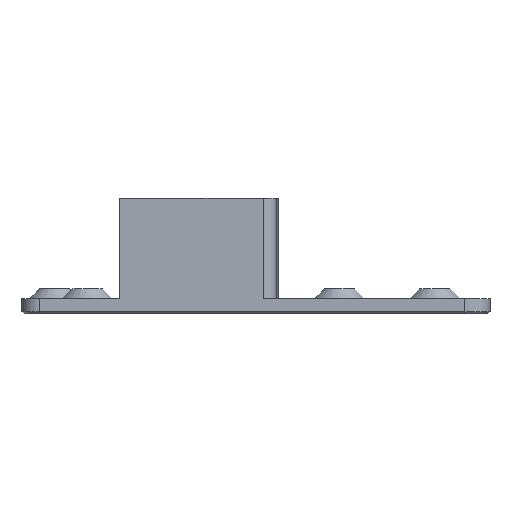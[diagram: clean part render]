
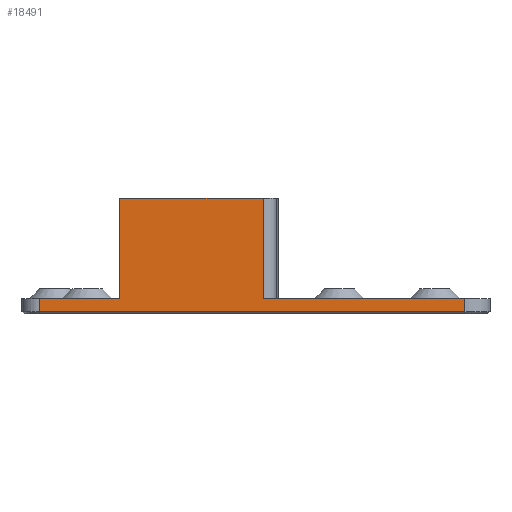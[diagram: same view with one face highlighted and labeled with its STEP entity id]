
A CAD part, left-side view. The second image highlights one B-rep face of the part: STEP entity #18491.
In plain terms, the highlighted planar face has unit normal (-1, 0, 0).
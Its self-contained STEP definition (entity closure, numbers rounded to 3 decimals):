
#325=LINE('',#25608,#2851);
#336=LINE('',#25633,#2862);
#811=LINE('',#26632,#3337);
#817=LINE('',#26647,#3343);
#835=LINE('',#26685,#3361);
#1101=LINE('',#27228,#3627);
#1102=LINE('',#27230,#3628);
#1103=LINE('',#27231,#3629);
#2851=VECTOR('',#20771,10.);
#2862=VECTOR('',#20792,10.);
#3337=VECTOR('',#21313,10.);
#3343=VECTOR('',#21327,10.);
#3361=VECTOR('',#21351,10.);
#3627=VECTOR('',#21631,10.);
#3628=VECTOR('',#21632,10.);
#3629=VECTOR('',#21633,10.);
#5415=FACE_OUTER_BOUND('',#6618,.T.);
#6618=EDGE_LOOP('',(#12999,#13000,#13001,#13002,#13003,#13004,#13005,#13006));
#7819=VERTEX_POINT('',#25563);
#7832=VERTEX_POINT('',#25601);
#7842=VERTEX_POINT('',#25632);
#8338=VERTEX_POINT('',#26629);
#8339=VERTEX_POINT('',#26631);
#8344=VERTEX_POINT('',#26645);
#8631=VERTEX_POINT('',#27227);
#8632=VERTEX_POINT('',#27229);
#9469=EDGE_CURVE('',#7832,#7819,#325,.T.);
#9481=EDGE_CURVE('',#7819,#7842,#336,.T.);
#9978=EDGE_CURVE('',#8338,#8339,#811,.T.);
#9986=EDGE_CURVE('',#8344,#7832,#817,.T.);
#10006=EDGE_CURVE('',#8344,#8339,#835,.T.);
#10277=EDGE_CURVE('',#8631,#8338,#1101,.T.);
#10278=EDGE_CURVE('',#8631,#8632,#1102,.T.);
#10279=EDGE_CURVE('',#8632,#7842,#1103,.F.);
#12999=ORIENTED_EDGE('',*,*,#9469,.F.);
#13000=ORIENTED_EDGE('',*,*,#9986,.F.);
#13001=ORIENTED_EDGE('',*,*,#10006,.T.);
#13002=ORIENTED_EDGE('',*,*,#9978,.F.);
#13003=ORIENTED_EDGE('',*,*,#10277,.F.);
#13004=ORIENTED_EDGE('',*,*,#10278,.T.);
#13005=ORIENTED_EDGE('',*,*,#10279,.T.);
#13006=ORIENTED_EDGE('',*,*,#9481,.F.);
#17488=PLANE('',#19600);
#18491=ADVANCED_FACE('',(#5415),#17488,.T.);
#19600=AXIS2_PLACEMENT_3D('',#27226,#21629,#21630);
#20771=DIRECTION('',(0.,1.,0.));
#20792=DIRECTION('',(0.,0.,1.));
#21313=DIRECTION('',(0.,0.,-1.));
#21327=DIRECTION('',(0.,0.,-1.));
#21351=DIRECTION('',(0.,1.,0.));
#21629=DIRECTION('center_axis',(-1.,0.,0.));
#21630=DIRECTION('ref_axis',(0.,1.,0.));
#21631=DIRECTION('',(0.,-1.,0.));
#21632=DIRECTION('',(0.,0.,-1.));
#21633=DIRECTION('',(0.,-1.,0.));
#25563=CARTESIAN_POINT('',(-73.138,46.011,24.4));
#25601=CARTESIAN_POINT('',(-73.138,-39.018,24.4));
#25608=CARTESIAN_POINT('',(-73.138,2.043,24.4));
#25632=CARTESIAN_POINT('',(-73.138,46.011,27.));
#25633=CARTESIAN_POINT('',(-73.138,46.011,32.));
#26629=CARTESIAN_POINT('',(-73.138,1.339,47.));
#26631=CARTESIAN_POINT('',(-73.138,1.339,27.));
#26632=CARTESIAN_POINT('',(-73.138,1.339,37.));
#26645=CARTESIAN_POINT('',(-73.138,-39.018,27.));
#26647=CARTESIAN_POINT('',(-73.138,-39.018,32.));
#26685=CARTESIAN_POINT('',(-73.138,2.043,27.));
#27226=CARTESIAN_POINT('Origin',(-73.138,1.339,37.));
#27227=CARTESIAN_POINT('',(-73.138,29.939,47.));
#27228=CARTESIAN_POINT('',(-73.138,7.739,47.));
#27229=CARTESIAN_POINT('',(-73.138,29.939,27.));
#27230=CARTESIAN_POINT('',(-73.138,29.939,37.));
#27231=CARTESIAN_POINT('',(-73.138,2.043,27.));
